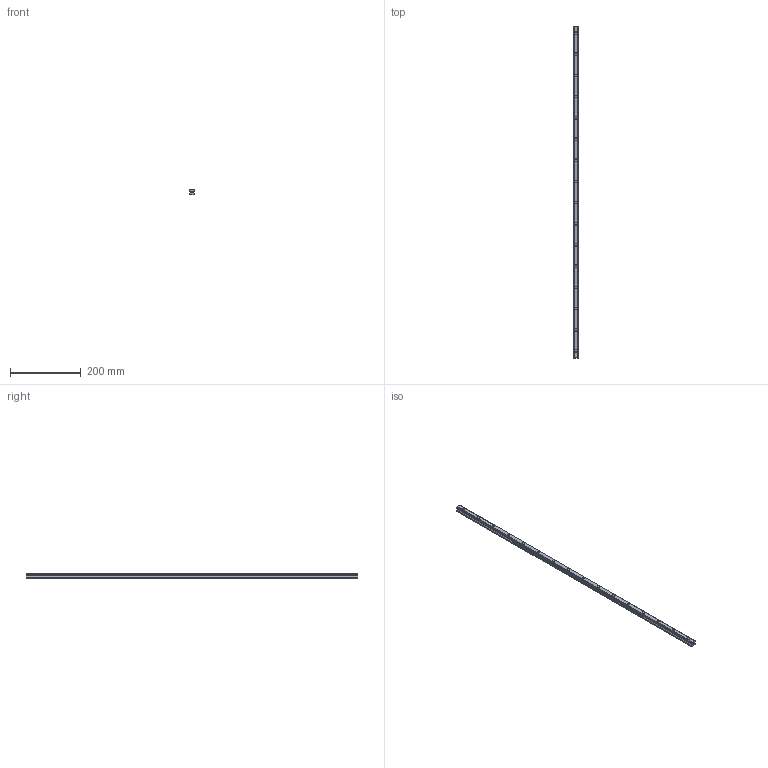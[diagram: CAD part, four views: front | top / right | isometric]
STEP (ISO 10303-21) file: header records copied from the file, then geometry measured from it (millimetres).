
FILE_DESCRIPTION(('STEP AP214'),'1');
FILE_NAME('cctmp_47780C3E-F4F1-4F31-85E4-3072808D9597_2020_4_23_8_59_52_938..stp','2020-04-23T06:59:53',('HIWIN GmbH'),('CADClick - www.CADClick.com'),'Spatial InterOp 3D',' ','unknown authorization');
FILE_SCHEMA(('AUTOMOTIVE_DESIGN'));
Length unit declared in the file: millimetre
Products named in the file (1): HGR15R940H_FILE
Bounding box: 15 x 940 x 15 mm (x, y, z)
Volume: 172586.2 mm3; surface area: 62940.9 mm2
Topology: 1 solids, 1 shells, 259 faces, 615 edges, 410 vertices
Faces by surface type: plane 137, cylinder 122
Entity records: 9649 total; most frequent: DIRECTION 1379, CARTESIAN_POINT 1285, ORIENTED_EDGE 1230, EDGE_CURVE 615, AXIS2_PLACEMENT_3D 504, VERTEX_POINT 410, LINE 371, VECTOR 371
